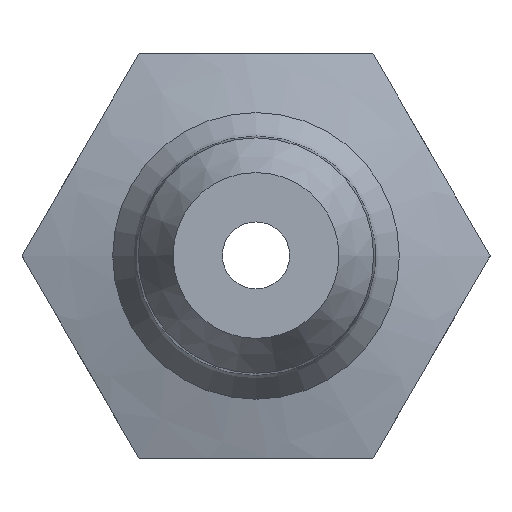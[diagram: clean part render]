
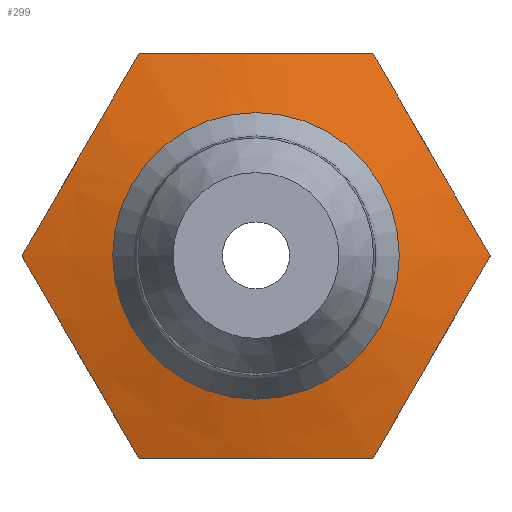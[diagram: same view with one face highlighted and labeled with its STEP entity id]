
A CAD part, top view. The second image highlights one B-rep face of the part: STEP entity #299.
In plain terms, the highlighted conical face has half-angle 75 degrees and reference radius 6.967 mm.
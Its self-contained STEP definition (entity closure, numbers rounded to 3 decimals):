
#39=B_SPLINE_CURVE_WITH_KNOTS('',3,(#524,#525,#526,#527,#528,#529,#530,
#531,#532,#533),.UNSPECIFIED.,.F.,.F.,(4,3,3,4),(2828.247,3152.763,
4419.376,4899.084),.UNSPECIFIED.);
#40=B_SPLINE_CURVE_WITH_KNOTS('',3,(#538,#539,#540,#541,#542,#543,#544,
#545,#546,#547),.UNSPECIFIED.,.F.,.F.,(4,3,3,4),(2828.247,3152.763,
4419.376,4899.084),.UNSPECIFIED.);
#41=B_SPLINE_CURVE_WITH_KNOTS('',3,(#551,#552,#553,#554,#555,#556,#557,
#558,#559,#560),.UNSPECIFIED.,.F.,.F.,(4,3,3,4),(2828.247,3152.763,
4419.376,4899.084),.UNSPECIFIED.);
#42=B_SPLINE_CURVE_WITH_KNOTS('',3,(#564,#565,#566,#567,#568,#569,#570,
#571,#572,#573),.UNSPECIFIED.,.F.,.F.,(4,3,3,4),(2828.247,3152.763,
4419.376,4899.084),.UNSPECIFIED.);
#43=B_SPLINE_CURVE_WITH_KNOTS('',3,(#577,#578,#579,#580,#581,#582,#583,
#584,#585,#586),.UNSPECIFIED.,.F.,.F.,(4,3,3,4),(2828.247,3152.763,
4419.376,4899.084),.UNSPECIFIED.);
#44=B_SPLINE_CURVE_WITH_KNOTS('',3,(#588,#589,#590,#591,#592,#593,#594,
#595,#596,#597),.UNSPECIFIED.,.F.,.F.,(4,3,3,4),(2828.247,3152.763,
4419.376,4899.084),.UNSPECIFIED.);
#48=CONICAL_SURFACE('',#329,6.967,75.);
#57=FACE_BOUND('',#109,.T.);
#80=FACE_OUTER_BOUND('',#108,.T.);
#108=EDGE_LOOP('',(#249));
#109=EDGE_LOOP('',(#250,#251,#252,#253,#254,#255));
#137=CIRCLE('',#330,3.889);
#159=VERTEX_POINT('',#521);
#160=VERTEX_POINT('',#523);
#161=VERTEX_POINT('',#536);
#162=VERTEX_POINT('',#549);
#163=VERTEX_POINT('',#562);
#164=VERTEX_POINT('',#575);
#165=VERTEX_POINT('',#599);
#188=EDGE_CURVE('',#160,#159,#39,.F.);
#191=EDGE_CURVE('',#159,#161,#40,.F.);
#193=EDGE_CURVE('',#161,#162,#41,.F.);
#195=EDGE_CURVE('',#162,#163,#42,.F.);
#197=EDGE_CURVE('',#163,#164,#43,.F.);
#198=EDGE_CURVE('',#164,#160,#44,.F.);
#199=EDGE_CURVE('',#165,#165,#137,.T.);
#249=ORIENTED_EDGE('',*,*,#199,.F.);
#250=ORIENTED_EDGE('',*,*,#191,.T.);
#251=ORIENTED_EDGE('',*,*,#193,.T.);
#252=ORIENTED_EDGE('',*,*,#195,.T.);
#253=ORIENTED_EDGE('',*,*,#197,.T.);
#254=ORIENTED_EDGE('',*,*,#198,.T.);
#255=ORIENTED_EDGE('',*,*,#188,.T.);
#299=ADVANCED_FACE('',(#80,#57),#48,.T.);
#329=AXIS2_PLACEMENT_3D('',#598,#392,#393);
#330=AXIS2_PLACEMENT_3D('',#600,#394,#395);
#392=DIRECTION('center_axis',(0.,0.,-1.));
#393=DIRECTION('ref_axis',(-1.,0.,0.));
#394=DIRECTION('center_axis',(0.,0.,1.));
#395=DIRECTION('ref_axis',(1.,0.,0.));
#521=CARTESIAN_POINT('',(100.393,49.069,30.421));
#523=CARTESIAN_POINT('',(103.568,54.569,30.421));
#524=CARTESIAN_POINT('Ctrl Pts',(100.393,49.069,30.421));
#525=CARTESIAN_POINT('Ctrl Pts',(100.583,49.399,30.472));
#526=CARTESIAN_POINT('Ctrl Pts',(100.76,49.705,30.512));
#527=CARTESIAN_POINT('Ctrl Pts',(100.931,50.001,30.545));
#528=CARTESIAN_POINT('Ctrl Pts',(101.598,51.156,30.672));
#529=CARTESIAN_POINT('Ctrl Pts',(102.148,52.109,30.683));
#530=CARTESIAN_POINT('Ctrl Pts',(102.788,53.218,30.586));
#531=CARTESIAN_POINT('Ctrl Pts',(103.031,53.638,30.55));
#532=CARTESIAN_POINT('Ctrl Pts',(103.284,54.077,30.497));
#533=CARTESIAN_POINT('Ctrl Pts',(103.568,54.569,30.421));
#536=CARTESIAN_POINT('',(103.568,43.569,30.421));
#538=CARTESIAN_POINT('Ctrl Pts',(103.568,43.569,30.421));
#539=CARTESIAN_POINT('Ctrl Pts',(103.377,43.899,30.472));
#540=CARTESIAN_POINT('Ctrl Pts',(103.201,44.205,30.512));
#541=CARTESIAN_POINT('Ctrl Pts',(103.03,44.501,30.545));
#542=CARTESIAN_POINT('Ctrl Pts',(102.363,45.656,30.672));
#543=CARTESIAN_POINT('Ctrl Pts',(101.813,46.609,30.683));
#544=CARTESIAN_POINT('Ctrl Pts',(101.172,47.718,30.586));
#545=CARTESIAN_POINT('Ctrl Pts',(100.93,48.138,30.55));
#546=CARTESIAN_POINT('Ctrl Pts',(100.676,48.577,30.497));
#547=CARTESIAN_POINT('Ctrl Pts',(100.393,49.069,30.421));
#549=CARTESIAN_POINT('',(109.919,43.569,30.421));
#551=CARTESIAN_POINT('Ctrl Pts',(109.919,43.569,30.421));
#552=CARTESIAN_POINT('Ctrl Pts',(109.537,43.569,30.472));
#553=CARTESIAN_POINT('Ctrl Pts',(109.184,43.569,30.512));
#554=CARTESIAN_POINT('Ctrl Pts',(108.842,43.569,30.545));
#555=CARTESIAN_POINT('Ctrl Pts',(107.509,43.569,30.672));
#556=CARTESIAN_POINT('Ctrl Pts',(106.408,43.569,30.683));
#557=CARTESIAN_POINT('Ctrl Pts',(105.127,43.569,30.586));
#558=CARTESIAN_POINT('Ctrl Pts',(104.642,43.569,30.55));
#559=CARTESIAN_POINT('Ctrl Pts',(104.136,43.569,30.497));
#560=CARTESIAN_POINT('Ctrl Pts',(103.568,43.569,30.421));
#562=CARTESIAN_POINT('',(113.094,49.069,30.421));
#564=CARTESIAN_POINT('Ctrl Pts',(113.094,49.069,30.421));
#565=CARTESIAN_POINT('Ctrl Pts',(112.903,48.738,30.472));
#566=CARTESIAN_POINT('Ctrl Pts',(112.727,48.432,30.512));
#567=CARTESIAN_POINT('Ctrl Pts',(112.556,48.136,30.545));
#568=CARTESIAN_POINT('Ctrl Pts',(111.889,46.982,30.672));
#569=CARTESIAN_POINT('Ctrl Pts',(111.339,46.028,30.683));
#570=CARTESIAN_POINT('Ctrl Pts',(110.699,44.919,30.586));
#571=CARTESIAN_POINT('Ctrl Pts',(110.456,44.499,30.55));
#572=CARTESIAN_POINT('Ctrl Pts',(110.203,44.06,30.497));
#573=CARTESIAN_POINT('Ctrl Pts',(109.919,43.569,30.421));
#575=CARTESIAN_POINT('',(109.919,54.569,30.421));
#577=CARTESIAN_POINT('Ctrl Pts',(109.919,54.569,30.421));
#578=CARTESIAN_POINT('Ctrl Pts',(110.11,54.238,30.472));
#579=CARTESIAN_POINT('Ctrl Pts',(110.286,53.932,30.512));
#580=CARTESIAN_POINT('Ctrl Pts',(110.457,53.636,30.545));
#581=CARTESIAN_POINT('Ctrl Pts',(111.124,52.482,30.672));
#582=CARTESIAN_POINT('Ctrl Pts',(111.674,51.528,30.683));
#583=CARTESIAN_POINT('Ctrl Pts',(112.315,50.419,30.586));
#584=CARTESIAN_POINT('Ctrl Pts',(112.557,49.999,30.55));
#585=CARTESIAN_POINT('Ctrl Pts',(112.81,49.56,30.497));
#586=CARTESIAN_POINT('Ctrl Pts',(113.094,49.069,30.421));
#588=CARTESIAN_POINT('Ctrl Pts',(103.568,54.569,30.421));
#589=CARTESIAN_POINT('Ctrl Pts',(103.95,54.569,30.472));
#590=CARTESIAN_POINT('Ctrl Pts',(104.303,54.569,30.512));
#591=CARTESIAN_POINT('Ctrl Pts',(104.645,54.569,30.545));
#592=CARTESIAN_POINT('Ctrl Pts',(105.978,54.569,30.672));
#593=CARTESIAN_POINT('Ctrl Pts',(107.079,54.569,30.683));
#594=CARTESIAN_POINT('Ctrl Pts',(108.359,54.569,30.586));
#595=CARTESIAN_POINT('Ctrl Pts',(108.844,54.569,30.55));
#596=CARTESIAN_POINT('Ctrl Pts',(109.351,54.569,30.497));
#597=CARTESIAN_POINT('Ctrl Pts',(109.919,54.569,30.421));
#598=CARTESIAN_POINT('Origin',(106.743,49.069,30.255));
#599=CARTESIAN_POINT('',(110.633,49.069,31.08));
#600=CARTESIAN_POINT('Origin',(106.743,49.069,31.08));
